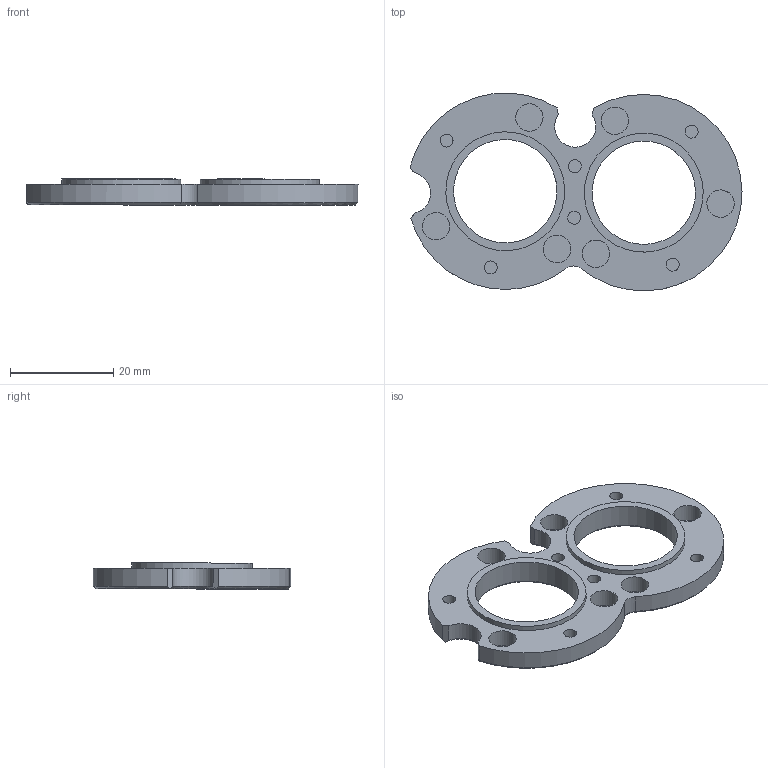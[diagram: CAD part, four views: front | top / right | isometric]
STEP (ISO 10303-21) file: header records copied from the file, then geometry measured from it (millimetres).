
FILE_DESCRIPTION( ( 'STEP AP203' ), '1' );
FILE_NAME( ' ', ' ', ( ' ' ), ( ' ' ), 'PSStep 10.0', ' ', ' ' );
FILE_SCHEMA( ( 'CONFIG_CONTROL_DESIGN' ) );
Length unit declared in the file: millimetre
Products named in the file (1): 1
Bounding box: 64.21 x 38.27 x 5.06 mm (x, y, z)
Volume: 5055 mm3; surface area: 4663.7 mm2
Topology: 1 solids, 1 shells, 50 faces, 98 edges, 64 vertices
Faces by surface type: cylinder 22, plane 20, cone 8
Full cylindrical faces by diameter (mm): 2.5 x6, 5.3 x6, 20 x2, 23 x2
Entity records: 1268 total; most frequent: DIRECTION 230, CARTESIAN_POINT 215, ORIENTED_EDGE 160, AXIS2_PLACEMENT_3D 107, EDGE_LOOP 86, EDGE_CURVE 80, FACE_OUTER_BOUND 66, VERTEX_POINT 64
